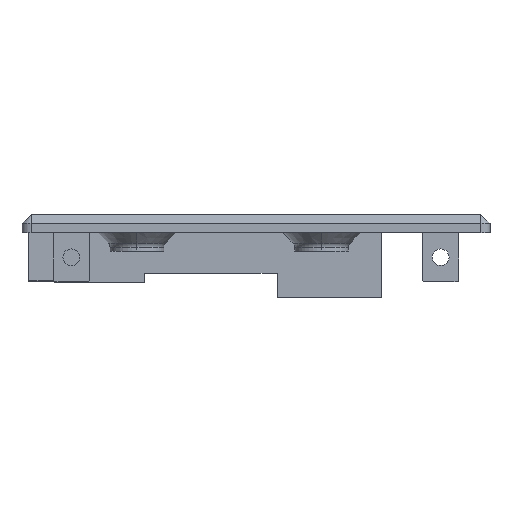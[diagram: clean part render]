
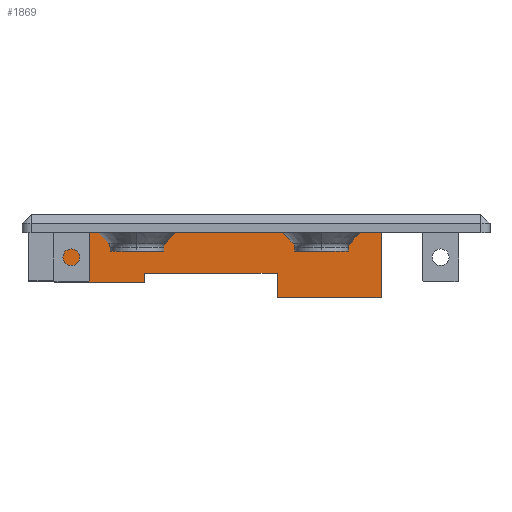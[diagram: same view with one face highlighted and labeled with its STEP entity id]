
A CAD part, left-side view. The second image highlights one B-rep face of the part: STEP entity #1869.
In plain terms, the highlighted planar face has unit normal (-1, 0, 0).
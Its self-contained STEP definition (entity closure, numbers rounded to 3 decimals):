
#185 = EDGE_CURVE ( 'NONE', #2556, #2941, #5665, .T. ) ;
#240 = ORIENTED_EDGE ( 'NONE', *, *, #185, .F. ) ;
#585 = VECTOR ( 'NONE', #3429, 1000. ) ;
#728 = EDGE_CURVE ( 'NONE', #5999, #6702, #1164, .T. ) ;
#790 = VECTOR ( 'NONE', #5570, 1000. ) ;
#1054 = CARTESIAN_POINT ( 'NONE',  ( 46.5, 32.75, -6.6 ) ) ;
#1164 = LINE ( 'NONE', #3021, #790 ) ;
#1290 = ORIENTED_EDGE ( 'NONE', *, *, #4388, .F. ) ;
#1334 = ORIENTED_EDGE ( 'NONE', *, *, #7916, .F. ) ;
#1650 = DIRECTION ( 'NONE',  ( 0., 1., 0. ) ) ;
#1703 = DIRECTION ( 'NONE',  ( 0., 1., 0. ) ) ;
#1809 = DIRECTION ( 'NONE',  ( 0., 1., 0. ) ) ;
#1820 = VERTEX_POINT ( 'NONE', #4886 ) ;
#1859 = VECTOR ( 'NONE', #1809, 1000. ) ;
#1865 = CARTESIAN_POINT ( 'NONE',  ( 46.5, -20.35, -10.6 ) ) ;
#1866 = CARTESIAN_POINT ( 'NONE',  ( 46.5, 32.75, -8.1 ) ) ;
#1869 = ADVANCED_FACE ( 'NONE', ( #3581 ), #2401, .F. ) ;
#1870 = CARTESIAN_POINT ( 'NONE',  ( 46.5, -3.415, -10.6 ) ) ;
#2097 = VERTEX_POINT ( 'NONE', #7794 ) ;
#2288 = CARTESIAN_POINT ( 'NONE',  ( 46.5, 32.75, -8.1 ) ) ;
#2376 = DIRECTION ( 'NONE',  ( 0., 1., 0. ) ) ;
#2401 = PLANE ( 'NONE',  #4032 ) ;
#2556 = VERTEX_POINT ( 'NONE', #7157 ) ;
#2654 = ORIENTED_EDGE ( 'NONE', *, *, #2656, .T. ) ;
#2656 = EDGE_CURVE ( 'NONE', #2097, #2941, #2849, .T. ) ;
#2849 = LINE ( 'NONE', #7901, #7639 ) ;
#2941 = VERTEX_POINT ( 'NONE', #5226 ) ;
#3021 = CARTESIAN_POINT ( 'NONE',  ( 46.5, -20.35, -6.6 ) ) ;
#3183 = CARTESIAN_POINT ( 'NONE',  ( 46.5, -20.35, 0. ) ) ;
#3236 = ORIENTED_EDGE ( 'NONE', *, *, #728, .T. ) ;
#3285 = EDGE_CURVE ( 'NONE', #5999, #5373, #7596, .T. ) ;
#3429 = DIRECTION ( 'NONE',  ( 0., 0., 1. ) ) ;
#3546 = DIRECTION ( 'NONE',  ( 1., 0., 0. ) ) ;
#3581 = FACE_OUTER_BOUND ( 'NONE', #7461, .T. ) ;
#3841 = EDGE_CURVE ( 'NONE', #6702, #1820, #7449, .T. ) ;
#4032 = AXIS2_PLACEMENT_3D ( 'NONE', #1054, #3546, #1650 ) ;
#4279 = CARTESIAN_POINT ( 'NONE',  ( 46.5, 32.75, 0. ) ) ;
#4388 = EDGE_CURVE ( 'NONE', #2097, #8042, #8109, .T. ) ;
#4711 = VECTOR ( 'NONE', #4869, 1000. ) ;
#4869 = DIRECTION ( 'NONE',  ( 0., 1., 0. ) ) ;
#4886 = CARTESIAN_POINT ( 'NONE',  ( 46.5, 32.75, 0. ) ) ;
#4929 = ORIENTED_EDGE ( 'NONE', *, *, #5605, .F. ) ;
#5069 = CARTESIAN_POINT ( 'NONE',  ( 46.5, 32.75, -6.6 ) ) ;
#5226 = CARTESIAN_POINT ( 'NONE',  ( 46.5, 18.062, -6.6 ) ) ;
#5249 = VECTOR ( 'NONE', #2376, 1000. ) ;
#5305 = LINE ( 'NONE', #7812, #7395 ) ;
#5373 = VERTEX_POINT ( 'NONE', #1870 ) ;
#5506 = VECTOR ( 'NONE', #1703, 1000. ) ;
#5570 = DIRECTION ( 'NONE',  ( 0., 0., 1. ) ) ;
#5605 = EDGE_CURVE ( 'NONE', #8042, #1820, #5305, .T. ) ;
#5665 = LINE ( 'NONE', #5069, #1859 ) ;
#5999 = VERTEX_POINT ( 'NONE', #7867 ) ;
#6445 = ORIENTED_EDGE ( 'NONE', *, *, #3841, .T. ) ;
#6484 = LINE ( 'NONE', #7221, #585 ) ;
#6702 = VERTEX_POINT ( 'NONE', #3183 ) ;
#6795 = ORIENTED_EDGE ( 'NONE', *, *, #3285, .F. ) ;
#7157 = CARTESIAN_POINT ( 'NONE',  ( 46.5, -3.415, -6.6 ) ) ;
#7179 = DIRECTION ( 'NONE',  ( 0., 0., 1. ) ) ;
#7221 = CARTESIAN_POINT ( 'NONE',  ( 46.5, -3.415, -10.6 ) ) ;
#7395 = VECTOR ( 'NONE', #7179, 1000. ) ;
#7449 = LINE ( 'NONE', #4279, #4711 ) ;
#7461 = EDGE_LOOP ( 'NONE', ( #6445, #4929, #1290, #2654, #240, #1334, #6795, #3236 ) ) ;
#7596 = LINE ( 'NONE', #1865, #5506 ) ;
#7639 = VECTOR ( 'NONE', #8083, 1000. ) ;
#7794 = CARTESIAN_POINT ( 'NONE',  ( 46.5, 18.062, -8.1 ) ) ;
#7812 = CARTESIAN_POINT ( 'NONE',  ( 46.5, 32.75, -6.6 ) ) ;
#7867 = CARTESIAN_POINT ( 'NONE',  ( 46.5, -20.35, -10.6 ) ) ;
#7901 = CARTESIAN_POINT ( 'NONE',  ( 46.5, 18.062, -8.1 ) ) ;
#7916 = EDGE_CURVE ( 'NONE', #5373, #2556, #6484, .T. ) ;
#8042 = VERTEX_POINT ( 'NONE', #2288 ) ;
#8083 = DIRECTION ( 'NONE',  ( 0., 0., 1. ) ) ;
#8109 = LINE ( 'NONE', #1866, #5249 ) ;
